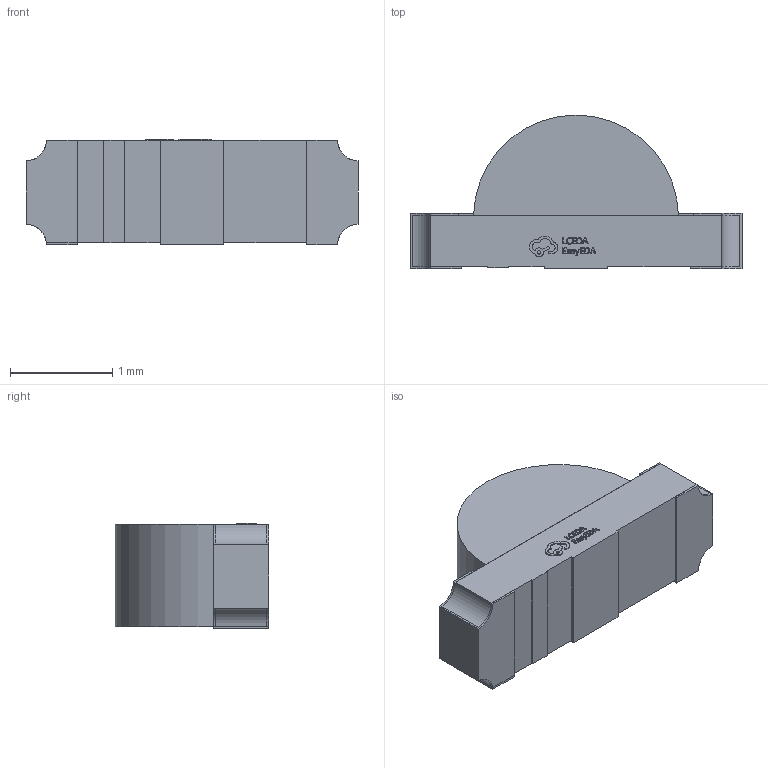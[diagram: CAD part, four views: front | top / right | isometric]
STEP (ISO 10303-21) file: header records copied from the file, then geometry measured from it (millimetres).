
FILE_DESCRIPTION (( 'STEP AP214' ), '1' );
FILE_NAME ('LED-SMD_L3.2-W1.0-R-RD_GREEN.step', '2022-07-08T12:41:03', ( '' ), ( '' ), 'SwSTEP 2.0', 'SolidWorks 2020', '' );
FILE_SCHEMA (( 'AUTOMOTIVE_DESIGN' ));
Length unit declared in the file: millimetre
Products named in the file (1): LED-SMD_L3.2-W1.0-R-RD_GREEN
Bounding box: 3.24 x 1.5 x 1.03 mm (x, y, z)
Volume: 3.2 mm3; surface area: 24.3 mm2
Topology: 5 solids, 5 shells, 349 faces, 942 edges, 628 vertices
Faces by surface type: plane 227, bspline 112, cylinder 10
Entity records: 15969 total; most frequent: CARTESIAN_POINT 4024, ORIENTED_EDGE 1884, DIRECTION 1218, EDGE_CURVE 942, VECTOR 686, LINE 686, VERTEX_POINT 628, EDGE_LOOP 376
